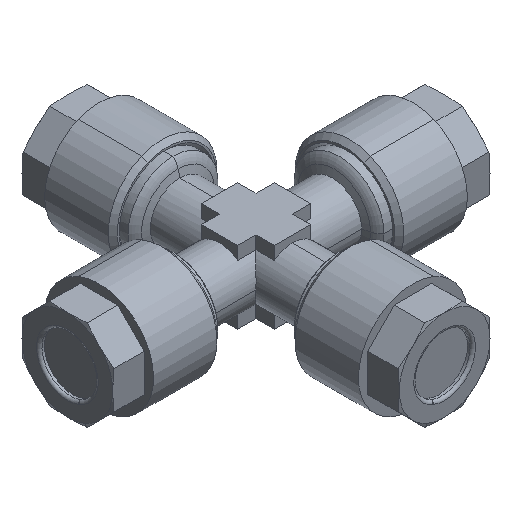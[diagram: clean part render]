
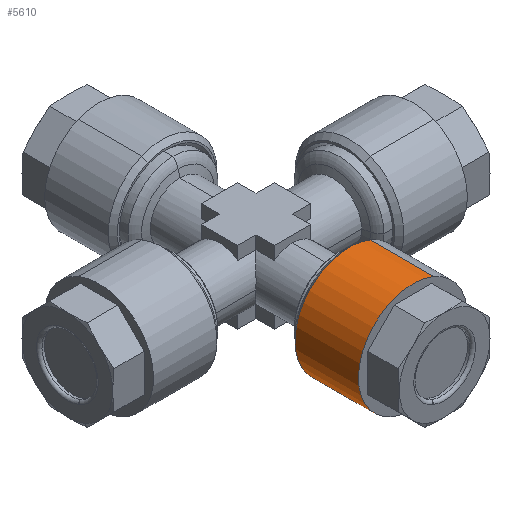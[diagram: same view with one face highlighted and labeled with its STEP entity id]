
A CAD part, isometric view. The second image highlights one B-rep face of the part: STEP entity #5610.
In plain terms, the highlighted cylindrical face has radius 6 mm (diameter 12 mm), a partial arc.
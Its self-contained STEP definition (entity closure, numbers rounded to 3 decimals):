
#755 = AXIS2_PLACEMENT_3D ( 'NONE', #5268, #5269, #5277 ) ;
#3346 = DIRECTION ( 'NONE',  ( 0., 1., 0. ) ) ;
#3349 = DIRECTION ( 'NONE',  ( 0., 1., 0. ) ) ;
#3350 = CARTESIAN_POINT ( 'NONE',  ( 2.296, -9.8, 5.543 ) ) ;
#3351 = CARTESIAN_POINT ( 'NONE',  ( 0., -17.3, 0. ) ) ;
#3352 = DIRECTION ( 'NONE',  ( 0., 1., 0. ) ) ;
#3353 = DIRECTION ( 'NONE',  ( 0.383, 0., 0.924 ) ) ;
#3354 = CARTESIAN_POINT ( 'NONE',  ( -2.296, -9.8, -5.543 ) ) ;
#3355 = CARTESIAN_POINT ( 'NONE',  ( 0., -10.3, 0. ) ) ;
#3356 = DIRECTION ( 'NONE',  ( 0., 1., 0. ) ) ;
#3357 = DIRECTION ( 'NONE',  ( -0.383, 0., -0.924 ) ) ;
#3904 = VERTEX_POINT ( 'NONE', #6706 ) ;
#3908 = VERTEX_POINT ( 'NONE', #6710 ) ;
#3918 = VERTEX_POINT ( 'NONE', #6720 ) ;
#3919 = VERTEX_POINT ( 'NONE', #6721 ) ;
#4181 = AXIS2_PLACEMENT_3D ( 'NONE', #3351, #3352, #3353 ) ;
#4182 = AXIS2_PLACEMENT_3D ( 'NONE', #3355, #3356, #3357 ) ;
#4684 = ORIENTED_EDGE ( 'NONE', *, *, #5678, .T. ) ;
#4685 = ORIENTED_EDGE ( 'NONE', *, *, #5679, .T. ) ;
#4686 = ORIENTED_EDGE ( 'NONE', *, *, #5680, .F. ) ;
#4687 = ORIENTED_EDGE ( 'NONE', *, *, #5681, .F. ) ;
#4960 = FACE_OUTER_BOUND ( 'NONE', #5849, .T. ) ;
#4968 = CYLINDRICAL_SURFACE ( 'NONE', #755, 6. ) ;
#5268 = CARTESIAN_POINT ( 'NONE',  ( 0., -9.8, 0. ) ) ;
#5269 = DIRECTION ( 'NONE',  ( 0., 1., 0. ) ) ;
#5277 = DIRECTION ( 'NONE',  ( -0.383, 0., -0.924 ) ) ;
#5610 = ADVANCED_FACE ( 'NONE', ( #4960 ), #4968, .T. ) ;
#5678 = EDGE_CURVE ( 'NONE', #3904, #3908, #7247, .T. ) ;
#5679 = EDGE_CURVE ( 'NONE', #3908, #3919, #7244, .T. ) ;
#5680 = EDGE_CURVE ( 'NONE', #3918, #3919, #7248, .T. ) ;
#5681 = EDGE_CURVE ( 'NONE', #3904, #3918, #7245, .T. ) ;
#5849 = EDGE_LOOP ( 'NONE', ( #4684, #4685, #4686, #4687 ) ) ;
#6706 = CARTESIAN_POINT ( 'NONE',  ( -2.296, -17.3, -5.543 ) ) ;
#6710 = CARTESIAN_POINT ( 'NONE',  ( 2.296, -17.3, 5.543 ) ) ;
#6720 = CARTESIAN_POINT ( 'NONE',  ( -2.296, -10.3, -5.543 ) ) ;
#6721 = CARTESIAN_POINT ( 'NONE',  ( 2.296, -10.3, 5.543 ) ) ;
#7244 = LINE ( 'NONE', #3350, #7249 ) ;
#7245 = LINE ( 'NONE', #3354, #7252 ) ;
#7247 = CIRCLE ( 'NONE', #4181, 6. ) ;
#7248 = CIRCLE ( 'NONE', #4182, 6. ) ;
#7249 = VECTOR ( 'NONE', #3346, 1000. ) ;
#7252 = VECTOR ( 'NONE', #3349, 1000. ) ;
